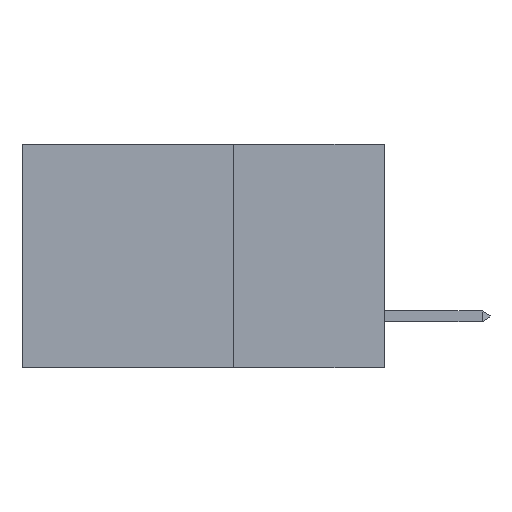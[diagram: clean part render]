
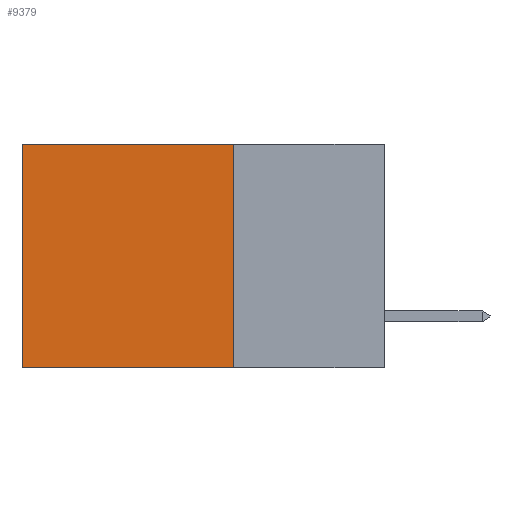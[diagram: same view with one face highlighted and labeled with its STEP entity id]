
A CAD part, left-side view. The second image highlights one B-rep face of the part: STEP entity #9379.
In plain terms, the highlighted planar face has unit normal (-1, 0, 0).
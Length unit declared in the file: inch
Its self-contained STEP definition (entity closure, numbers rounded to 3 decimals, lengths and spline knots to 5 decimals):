
#316 = DIRECTION ( 'NONE',  ( 0., 0., -1. ) ) ;
#386 = CARTESIAN_POINT ( 'NONE',  ( 0.2875, 0.25, 0. ) ) ;
#1166 = ORIENTED_EDGE ( 'NONE', *, *, #12224, .F. ) ;
#1748 = VECTOR ( 'NONE', #4734, 39.37008 ) ;
#2157 = VECTOR ( 'NONE', #316, 39.37008 ) ;
#4734 = DIRECTION ( 'NONE',  ( 0., 1., 0. ) ) ;
#5316 = CARTESIAN_POINT ( 'NONE',  ( 0.2875, 0.25, -0.37 ) ) ;
#5353 = ORIENTED_EDGE ( 'NONE', *, *, #26021, .F. ) ;
#6394 = CARTESIAN_POINT ( 'NONE',  ( 0.2875, 0.6, 0. ) ) ;
#9379 = ADVANCED_FACE ( 'NONE', ( #17951 ), #14032, .F. ) ;
#9468 = DIRECTION ( 'NONE',  ( 1., 0., 0. ) ) ;
#10768 = EDGE_CURVE ( 'NONE', #22719, #19972, #14933, .T. ) ;
#10850 = CARTESIAN_POINT ( 'NONE',  ( 0.2875, 0.6, -0.37 ) ) ;
#11359 = DIRECTION ( 'NONE',  ( 0., 1., 0. ) ) ;
#11571 = AXIS2_PLACEMENT_3D ( 'NONE', #11766, #9468, #19956 ) ;
#11766 = CARTESIAN_POINT ( 'NONE',  ( 0.2875, 0.25, 0. ) ) ;
#12119 = CARTESIAN_POINT ( 'NONE',  ( 0.2875, 0.25, -0.37 ) ) ;
#12142 = VECTOR ( 'NONE', #11359, 39.37008 ) ;
#12224 = EDGE_CURVE ( 'NONE', #22719, #25758, #18829, .T. ) ;
#14032 = PLANE ( 'NONE',  #11571 ) ;
#14933 = LINE ( 'NONE', #23135, #1748 ) ;
#15406 = EDGE_LOOP ( 'NONE', ( #24016, #5353, #1166, #26562 ) ) ;
#17720 = VECTOR ( 'NONE', #24871, 39.37008 ) ;
#17951 = FACE_OUTER_BOUND ( 'NONE', #15406, .T. ) ;
#18829 = LINE ( 'NONE', #386, #17720 ) ;
#19156 = LINE ( 'NONE', #5316, #12142 ) ;
#19956 = DIRECTION ( 'NONE',  ( 0., 0., -1. ) ) ;
#19972 = VERTEX_POINT ( 'NONE', #23966 ) ;
#20029 = CARTESIAN_POINT ( 'NONE',  ( 0.2875, 0.25, 0. ) ) ;
#22512 = EDGE_CURVE ( 'NONE', #19972, #23283, #22773, .T. ) ;
#22719 = VERTEX_POINT ( 'NONE', #20029 ) ;
#22773 = LINE ( 'NONE', #6394, #2157 ) ;
#23135 = CARTESIAN_POINT ( 'NONE',  ( 0.2875, 0.25, 0. ) ) ;
#23283 = VERTEX_POINT ( 'NONE', #10850 ) ;
#23966 = CARTESIAN_POINT ( 'NONE',  ( 0.2875, 0.6, 0. ) ) ;
#24016 = ORIENTED_EDGE ( 'NONE', *, *, #22512, .T. ) ;
#24871 = DIRECTION ( 'NONE',  ( 0., 0., -1. ) ) ;
#25758 = VERTEX_POINT ( 'NONE', #12119 ) ;
#26021 = EDGE_CURVE ( 'NONE', #25758, #23283, #19156, .T. ) ;
#26562 = ORIENTED_EDGE ( 'NONE', *, *, #10768, .T. ) ;
